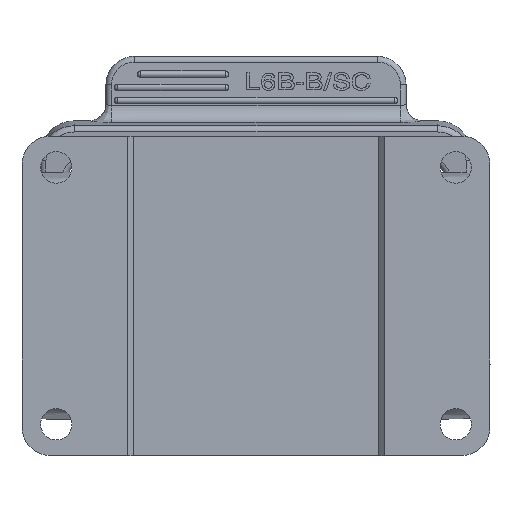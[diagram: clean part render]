
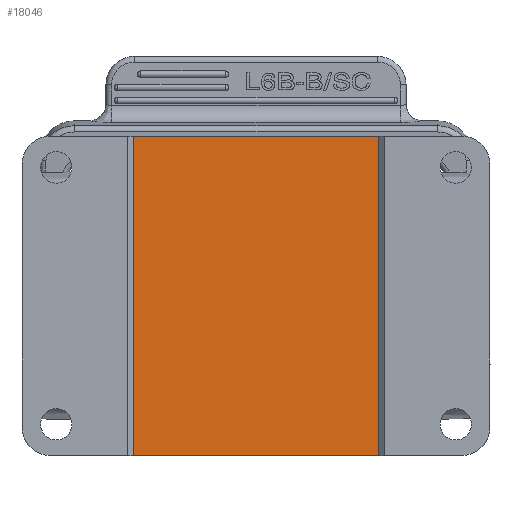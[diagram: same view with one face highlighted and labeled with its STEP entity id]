
A CAD part, front view. The second image highlights one B-rep face of the part: STEP entity #18046.
In plain terms, the highlighted planar face has unit normal (0, -1, 0).
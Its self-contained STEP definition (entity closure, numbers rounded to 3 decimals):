
#1910=DIRECTION('',(1.,0.,0.));
#1911=VECTOR('',#1910,43.);
#1912=CARTESIAN_POINT('',(20.5,1.,-56.));
#1913=LINE('',#1912,#1911);
#2332=DIRECTION('',(-1.,0.,0.));
#2333=VECTOR('',#2332,43.);
#2334=CARTESIAN_POINT('',(63.5,1.,0.));
#2335=LINE('',#2334,#2333);
#2382=DIRECTION('',(0.,0.,1.));
#2383=VECTOR('',#2382,56.);
#2384=CARTESIAN_POINT('',(63.5,1.,-56.));
#2385=LINE('',#2384,#2383);
#2386=DIRECTION('',(0.,0.,1.));
#2387=VECTOR('',#2386,56.);
#2388=CARTESIAN_POINT('',(20.5,1.,-56.));
#2389=LINE('',#2388,#2387);
#12481=CARTESIAN_POINT('',(20.5,1.,-56.));
#12482=VERTEX_POINT('',#12481);
#12483=CARTESIAN_POINT('',(63.5,1.,-56.));
#12484=VERTEX_POINT('',#12483);
#12571=CARTESIAN_POINT('',(63.5,1.,0.));
#12572=VERTEX_POINT('',#12571);
#12573=CARTESIAN_POINT('',(20.5,1.,
0.));
#12574=VERTEX_POINT('',#12573);
#18034=CARTESIAN_POINT('',(42.,1.,-28.));
#18035=DIRECTION('',(0.,1.,0.));
#18036=DIRECTION('',(0.,0.,1.));
#18037=AXIS2_PLACEMENT_3D('',#18034,#18035,#18036);
#18038=PLANE('',#18037);
#18039=ORIENTED_EDGE('',*,*,#17259,.F.);
#18041=ORIENTED_EDGE('',*,*,#18040,.T.);
#18042=ORIENTED_EDGE('',*,*,#17970,.F.);
#18043=ORIENTED_EDGE('',*,*,#18026,.F.);
#18044=EDGE_LOOP('',(#18039,#18041,#18042,#18043));
#18045=FACE_OUTER_BOUND('',#18044,.F.);
#17259=EDGE_CURVE('',#12482,#12484,#1913,.T.);
#17970=EDGE_CURVE('',#12572,#12574,#2335,.T.);
#18026=EDGE_CURVE('',#12484,#12572,#2385,.T.);
#18040=EDGE_CURVE('',#12482,#12574,#2389,.T.);
#18046=ADVANCED_FACE('',(#18045),#18038,.F.);
